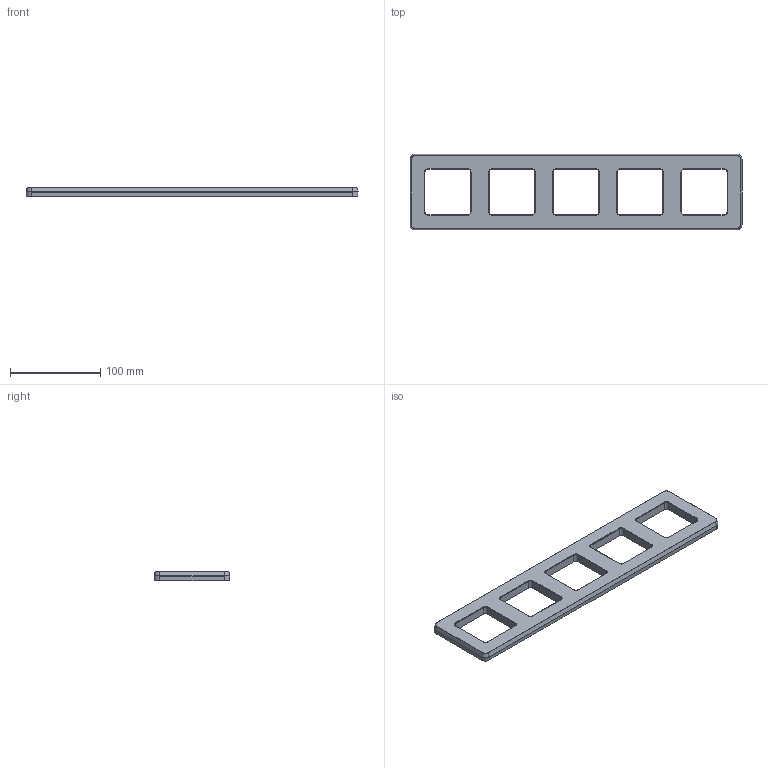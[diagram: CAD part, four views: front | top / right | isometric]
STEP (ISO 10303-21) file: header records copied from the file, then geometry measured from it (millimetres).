
FILE_DESCRIPTION (( 'STEP AP203' ), '1' );
FILE_NAME ('ðàìêà 5-ìåñòíàÿ.STEP', '2025-05-27T11:52:21', ( '' ), ( '' ), 'SwSTEP 2.0', 'SolidWorks 2022', '' );
FILE_SCHEMA (( 'CONFIG_CONTROL_DESIGN' ));
Length unit declared in the file: millimetre
Products named in the file (1): рамка 5-местная
Bounding box: 368 x 84 x 10 mm (x, y, z)
Volume: 176003.7 mm3; surface area: 53359.8 mm2
Topology: 1 solids, 1 shells, 159 faces, 392 edges, 240 vertices
Faces by surface type: plane 61, cylinder 44, cone 24, torus 20, bspline 10
Entity records: 7026 total; most frequent: CARTESIAN_POINT 3178, DIRECTION 792, ORIENTED_EDGE 784, EDGE_CURVE 392, AXIS2_PLACEMENT_3D 287, VERTEX_POINT 240, LINE 218, VECTOR 218
